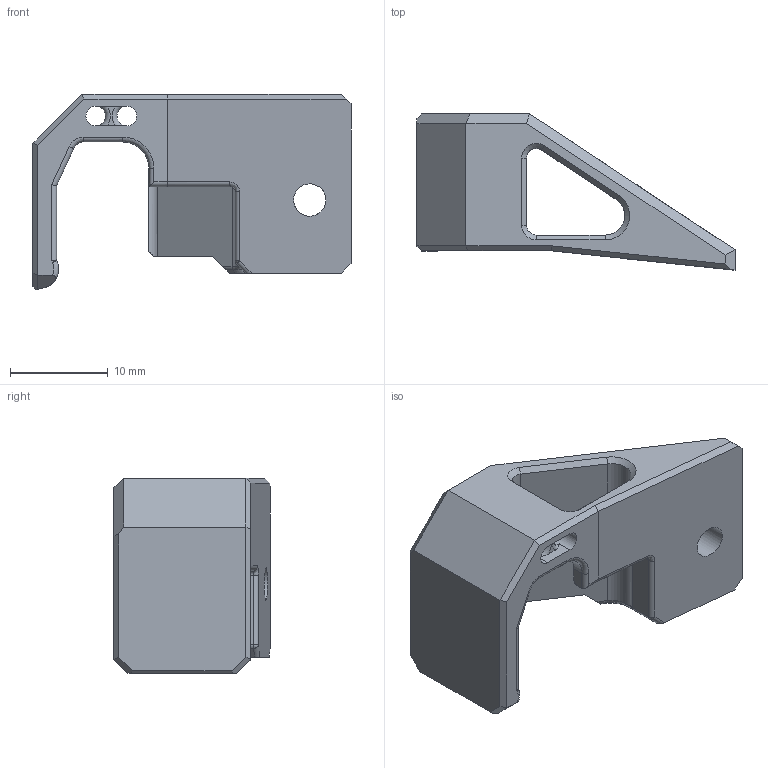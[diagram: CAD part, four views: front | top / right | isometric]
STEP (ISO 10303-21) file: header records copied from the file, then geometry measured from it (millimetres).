
FILE_DESCRIPTION(/* description */ (''),/* implementation_level */ '2;1');
FILE_NAME(/* name */ 'CAN Cable Holder.step',/* time_stamp */ '2023-07-02T13:15:40-07:00',/* author */ (''),/* organization */ (''),/* preprocessor_version */ 'ST-DEVELOPER v19.2',/* originating_system */ 'Autodesk Translation Framework v12.6.0.85',/* authorisation */ '');
FILE_SCHEMA (('AUTOMOTIVE_DESIGN { 1 0 10303 214 3 1 1 }'));
Length unit declared in the file: millimetre
Products named in the file (1): FusionComponent
Bounding box: 32.5 x 15.97 x 20 mm (x, y, z)
Volume: 2489.9 mm3; surface area: 2437.4 mm2
Topology: 1 solids, 1 shells, 102 faces, 265 edges, 163 vertices
Faces by surface type: plane 52, cylinder 22, bspline 13, torus 7, cone 6, sphere 2
Full cylindrical faces by diameter (mm): 2 x2, 3.3 x1
Entity records: 4663 total; most frequent: CARTESIAN_POINT 2223, ORIENTED_EDGE 530, DIRECTION 458, EDGE_CURVE 265, VERTEX_POINT 163, AXIS2_PLACEMENT_3D 155, LINE 148, VECTOR 148
